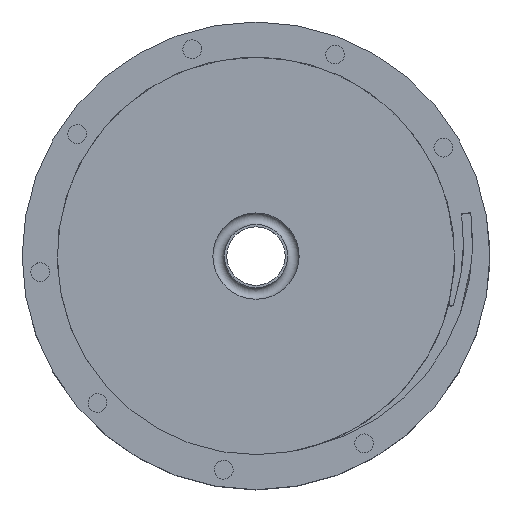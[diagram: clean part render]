
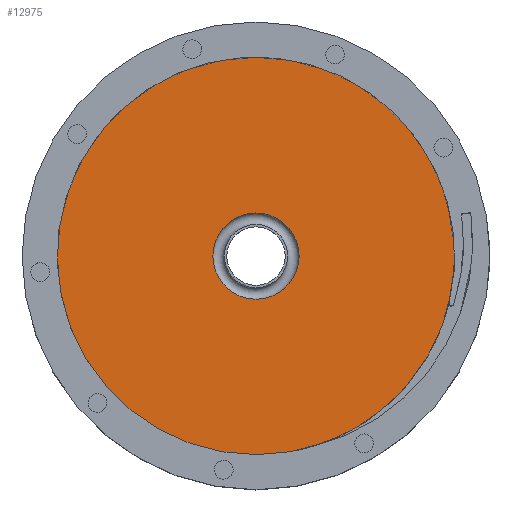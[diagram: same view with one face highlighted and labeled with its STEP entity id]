
A CAD part, top view. The second image highlights one B-rep face of the part: STEP entity #12975.
In plain terms, the highlighted planar face has unit normal (0, 0, 1).
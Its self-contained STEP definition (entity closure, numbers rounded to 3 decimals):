
#295 = CYLINDRICAL_SURFACE('',#296,85.);
#296 = AXIS2_PLACEMENT_3D('',#297,#298,#299);
#297 = CARTESIAN_POINT('',(0.,0.,9.));
#298 = DIRECTION('',(0.,0.,1.));
#299 = DIRECTION('',(0.174,-0.985,0.));
#7068 = VERTEX_POINT('',#7069);
#7069 = CARTESIAN_POINT('',(14.76,-83.709,9.));
#7090 = EDGE_CURVE('',#7068,#7068,#7091,.T.);
#7091 = SURFACE_CURVE('',#7092,(#7097,#7104),.PCURVE_S1.);
#7092 = CIRCLE('',#7093,85.);
#7093 = AXIS2_PLACEMENT_3D('',#7094,#7095,#7096);
#7094 = CARTESIAN_POINT('',(0.,0.,9.));
#7095 = DIRECTION('',(0.,0.,1.));
#7096 = DIRECTION('',(0.174,-0.985,0.));
#7097 = PCURVE('',#295,#7098);
#7098 = DEFINITIONAL_REPRESENTATION('',(#7099),#7103);
#7099 = LINE('',#7100,#7101);
#7100 = CARTESIAN_POINT('',(0.,0.));
#7101 = VECTOR('',#7102,1.);
#7102 = DIRECTION('',(1.,0.));
#7103 = ( GEOMETRIC_REPRESENTATION_CONTEXT(2) 
PARAMETRIC_REPRESENTATION_CONTEXT() REPRESENTATION_CONTEXT('2D SPACE',''
  ) );
#7104 = PCURVE('',#7105,#7110);
#7105 = PLANE('',#7106);
#7106 = AXIS2_PLACEMENT_3D('',#7107,#7108,#7109);
#7107 = CARTESIAN_POINT('',(0.,0.,9.));
#7108 = DIRECTION('',(0.,0.,1.));
#7109 = DIRECTION('',(0.174,-0.985,0.));
#7110 = DEFINITIONAL_REPRESENTATION('',(#7111),#7115);
#7111 = CIRCLE('',#7112,85.);
#7112 = AXIS2_PLACEMENT_2D('',#7113,#7114);
#7113 = CARTESIAN_POINT('',(0.,0.));
#7114 = DIRECTION('',(1.,0.));
#7115 = ( GEOMETRIC_REPRESENTATION_CONTEXT(2) 
PARAMETRIC_REPRESENTATION_CONTEXT() REPRESENTATION_CONTEXT('2D SPACE',''
  ) );
#12975 = ADVANCED_FACE('',(#12976,#12979),#7105,.T.);
#12976 = FACE_BOUND('',#12977,.T.);
#12977 = EDGE_LOOP('',(#12978));
#12978 = ORIENTED_EDGE('',*,*,#7090,.T.);
#12979 = FACE_BOUND('',#12980,.T.);
#12980 = EDGE_LOOP('',(#12981));
#12981 = ORIENTED_EDGE('',*,*,#12982,.T.);
#12982 = EDGE_CURVE('',#12983,#12983,#12985,.T.);
#12983 = VERTEX_POINT('',#12984);
#12984 = CARTESIAN_POINT('',(18.449,0.,9.));
#12985 = SURFACE_CURVE('',#12986,(#12991,#13002),.PCURVE_S1.);
#12986 = CIRCLE('',#12987,18.449);
#12987 = AXIS2_PLACEMENT_3D('',#12988,#12989,#12990);
#12988 = CARTESIAN_POINT('',(0.,0.,9.));
#12989 = DIRECTION('',(0.,0.,-1.));
#12990 = DIRECTION('',(1.,0.,0.));
#12991 = PCURVE('',#7105,#12992);
#12992 = DEFINITIONAL_REPRESENTATION('',(#12993),#13001);
#12993 = ( BOUNDED_CURVE() B_SPLINE_CURVE(2,(#12994,#12995,#12996,#12997
    ,#12998,#12999,#13000),.UNSPECIFIED.,.F.,.F.) 
B_SPLINE_CURVE_WITH_KNOTS((1,2,2,2,2,1),(-2.094,0.,
    2.094,4.189,6.283,8.378),
.UNSPECIFIED.) CURVE() GEOMETRIC_REPRESENTATION_ITEM() 
RATIONAL_B_SPLINE_CURVE((1.,0.5,1.,0.5,1.,0.5,1.)) REPRESENTATION_ITEM(
  '') );
#12994 = CARTESIAN_POINT('',(3.204,18.169));
#12995 = CARTESIAN_POINT('',(34.674,12.62));
#12996 = CARTESIAN_POINT('',(14.133,-11.859));
#12997 = CARTESIAN_POINT('',(-6.407,-36.338));
#12998 = CARTESIAN_POINT('',(-17.337,-6.31));
#12999 = CARTESIAN_POINT('',(-28.266,23.718));
#13000 = CARTESIAN_POINT('',(3.204,18.169));
#13001 = ( GEOMETRIC_REPRESENTATION_CONTEXT(2) 
PARAMETRIC_REPRESENTATION_CONTEXT() REPRESENTATION_CONTEXT('2D SPACE',''
  ) );
#13002 = PCURVE('',#13003,#13008);
#13003 = TOROIDAL_SURFACE('',#13004,16.,2.5);
#13004 = AXIS2_PLACEMENT_3D('',#13005,#13006,#13007);
#13005 = CARTESIAN_POINT('',(0.,0.,9.5));
#13006 = DIRECTION('',(0.,0.,-1.));
#13007 = DIRECTION('',(1.,0.,0.));
#13008 = DEFINITIONAL_REPRESENTATION('',(#13009),#13013);
#13009 = LINE('',#13010,#13011);
#13010 = CARTESIAN_POINT('',(-6.283,0.201));
#13011 = VECTOR('',#13012,1.);
#13012 = DIRECTION('',(1.,0.));
#13013 = ( GEOMETRIC_REPRESENTATION_CONTEXT(2) 
PARAMETRIC_REPRESENTATION_CONTEXT() REPRESENTATION_CONTEXT('2D SPACE',''
  ) );
